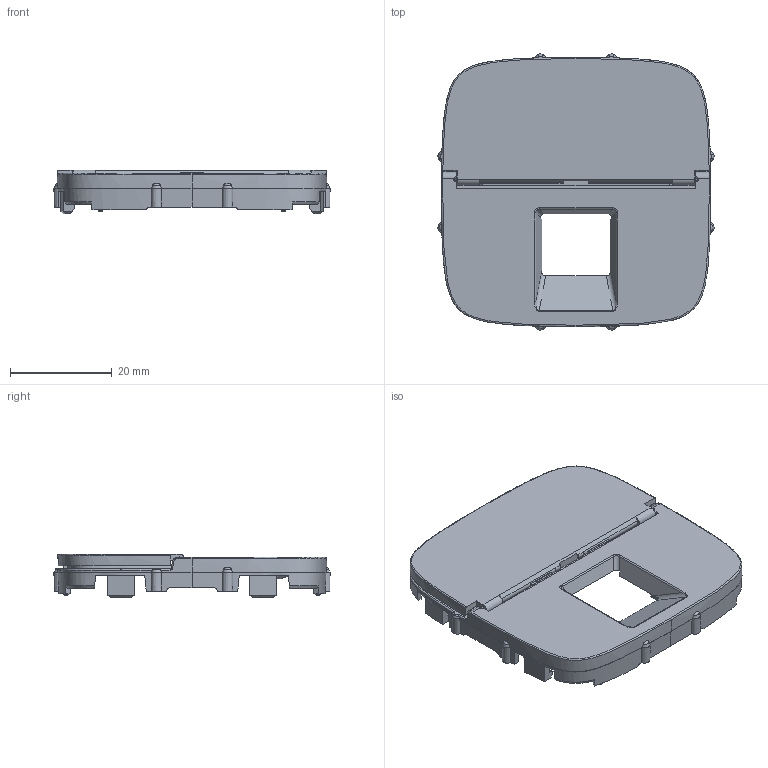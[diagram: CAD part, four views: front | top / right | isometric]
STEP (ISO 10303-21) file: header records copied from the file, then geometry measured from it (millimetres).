
FILE_DESCRIPTION(('CATIA V5 STEP Exchange','CAx-IF Rec.Pracs.--- Model Styling and Organization---1.4--- 2014-01-23'),'2;1');
FILE_NAME('755479_AllCATPart.stp','2020-02-19T09:23:44+00:00',('none'),('none'),'CATIA Version 5-6 Release 2017 SP3','CATIA V5 STEP AP214','none');
FILE_SCHEMA(('AUTOMOTIVE_DESIGN { 1 0 10303 214 1 1 1 1 }'));
Products named in the file (1): 755479_AllCATPart
Bounding box: 54.4 x 54.4 x 8.6 mm (x, y, z)
Volume: 5878.5 mm3; surface area: 10319.3 mm2
Topology: 1 solids, 1 shells, 3235 faces, 9544 edges, 6325 vertices
Faces by surface type: plane 3011, bspline 104, cylinder 65, cone 30, torus 16, sphere 6, extrusion 3
Entity records: 116707 total; most frequent: CARTESIAN_POINT 30466, ORIENTED_EDGE 19064, DIRECTION 14298, EDGE_CURVE 9532, VECTOR 8345, LINE 8342, VERTEX_POINT 6325, EDGE_LOOP 3281
